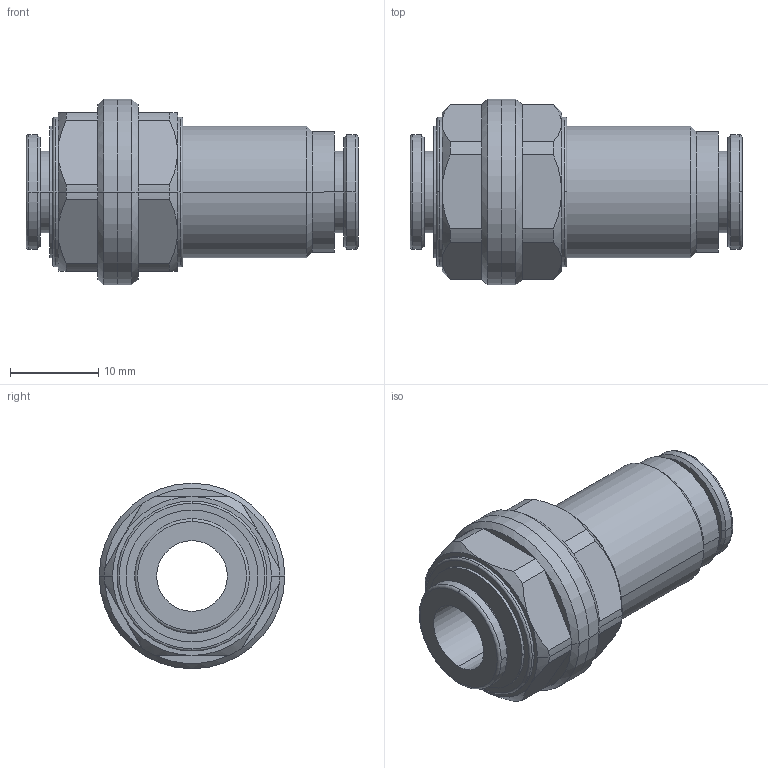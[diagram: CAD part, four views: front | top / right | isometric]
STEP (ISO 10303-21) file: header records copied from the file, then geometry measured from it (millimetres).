
FILE_DESCRIPTION(('STEP AP214'),'1');
FILE_NAME('6316_08_00WP2.stp','2016-07-07T14:17:19',('TraceParts'),('TraceParts S.A.'),'Spatial InterOp 3D',' ',' ');
FILE_SCHEMA(('automotive_design'));
Length unit declared in the file: millimetre
Products named in the file (2): 1; 2
Bounding box: 37.6 x 21 x 21 mm (x, y, z)
Volume: 6339.5 mm3; surface area: 4633.1 mm2
Topology: 2 solids, 2 shells, 116 faces, 256 edges, 152 vertices
Faces by surface type: cylinder 42, plane 36, cone 30, torus 8
Entity records: 3262 total; most frequent: CARTESIAN_POINT 622, DIRECTION 616, ORIENTED_EDGE 512, AXIS2_PLACEMENT_3D 266, EDGE_CURVE 256, VERTEX_POINT 152, CIRCLE 148, EDGE_LOOP 128
